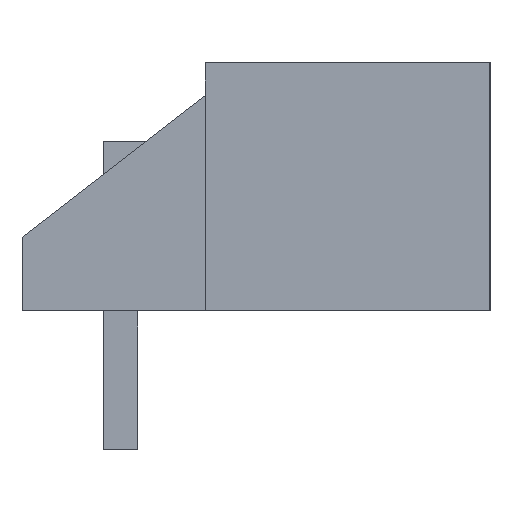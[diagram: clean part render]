
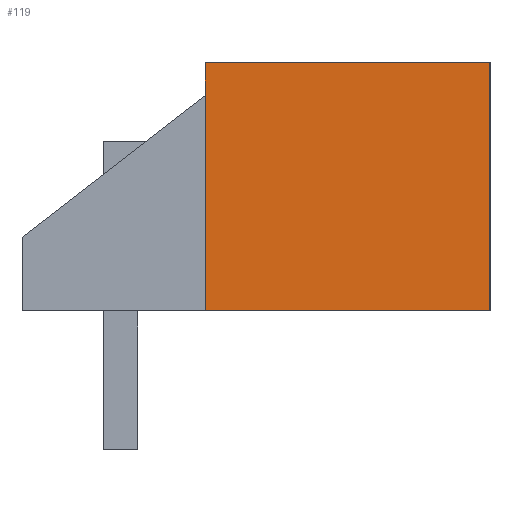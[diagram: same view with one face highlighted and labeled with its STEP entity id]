
A CAD part, left-side view. The second image highlights one B-rep face of the part: STEP entity #119.
In plain terms, the highlighted planar face has unit normal (-1, 0, 0).
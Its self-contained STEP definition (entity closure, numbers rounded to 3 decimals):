
#36=EDGE_CURVE('',#37,#39,#41,.T.);
#37=VERTEX_POINT('',#38);
#38=CARTESIAN_POINT('',(-11.2,-9.075,6.1));
#39=VERTEX_POINT('',#40);
#40=CARTESIAN_POINT('',(-11.2,-2.075,6.1));
#41=LINE('',#38,#42);
#42=VECTOR('',#43,1.);
#43=DIRECTION('',(0.,1.,0.));
#119=ADVANCED_FACE('',(#120),#148,.F.);
#120=FACE_BOUND('',#121,.T.);
#121=EDGE_LOOP('',(#122,#123,#130,#134,#142));
#122=ORIENTED_EDGE('',*,*,#36,.T.);
#123=ORIENTED_EDGE('',*,*,#124,.T.);
#124=EDGE_CURVE('',#39,#125,#127,.T.);
#125=VERTEX_POINT('',#126);
#126=CARTESIAN_POINT('',(-11.2,-2.075,5.3));
#127=LINE('',#40,#128);
#128=VECTOR('',#129,1.);
#129=DIRECTION('',(0.,0.,-1.));
#130=ORIENTED_EDGE('',*,*,#131,.T.);
#131=EDGE_CURVE('',#125,#132,#127,.T.);
#132=VERTEX_POINT('',#133);
#133=CARTESIAN_POINT('',(-11.2,-2.075,0.));
#134=ORIENTED_EDGE('',*,*,#135,.T.);
#135=EDGE_CURVE('',#132,#136,#138,.T.);
#136=VERTEX_POINT('',#137);
#137=CARTESIAN_POINT('',(-11.2,-9.075,0.));
#138=LINE('',#139,#140);
#139=CARTESIAN_POINT('',(-11.2,-2.075,0.));
#140=VECTOR('',#141,1.);
#141=DIRECTION('',(0.,-1.,0.));
#142=ORIENTED_EDGE('',*,*,#143,.T.);
#143=EDGE_CURVE('',#136,#37,#144,.T.);
#144=LINE('',#145,#146);
#145=CARTESIAN_POINT('',(-11.2,-9.075,0.));
#146=VECTOR('',#147,1.);
#147=DIRECTION('',(0.,0.,1.));
#148=PLANE('',#149);
#149=AXIS2_PLACEMENT_3D('',#150,#151,#152);
#150=CARTESIAN_POINT('',(-11.2,-5.575,3.05));
#151=DIRECTION('',(1.,0.,0.));
#152=DIRECTION('',(0.,0.,1.));
